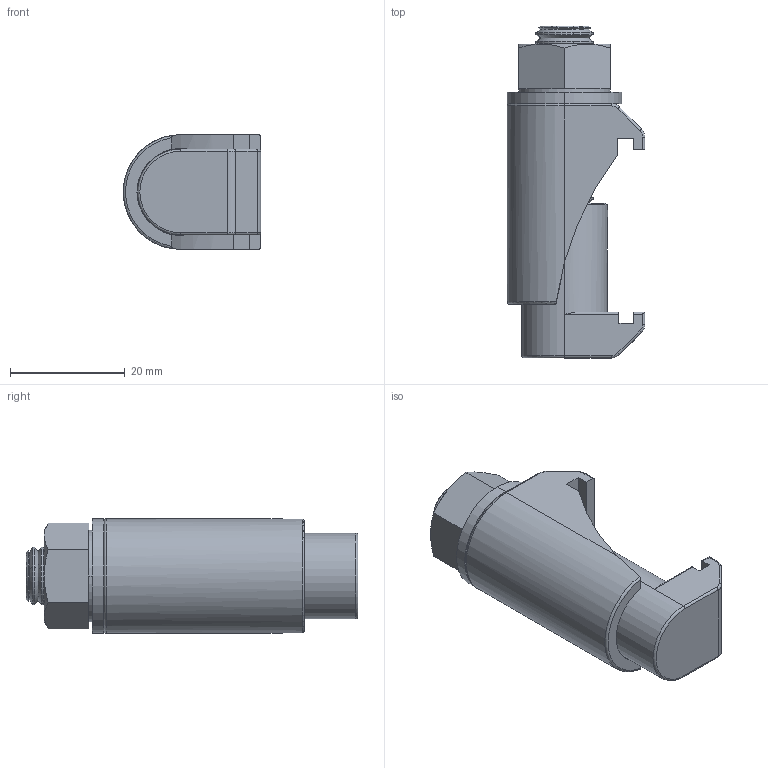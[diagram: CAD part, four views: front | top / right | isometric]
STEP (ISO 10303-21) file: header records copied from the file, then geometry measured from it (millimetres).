
FILE_DESCRIPTION (( 'STEP AP214' ), '1' );
FILE_NAME ('Clamp-ISO63C..STEP', '2009-12-04T10:56:37', ( 'Hositrad' ), ( 'Hositrad' ), 'SwSTEP 2.0', 'SolidWorks 2009', '' );
FILE_SCHEMA (( 'AUTOMOTIVE_DESIGN' ));
Length unit declared in the file: millimetre
Products named in the file (6): Hexagon Nut ISO 4032 - M10 - W - N_Hexagon Nut ISO 4032 - M10 - W - N; Washer DIN 126 - 11_Washer DIN 126 - 11; Clamp-ISO63C-Out; DIN 976-1 -- M10 x 50 A-- S_DIN 976-1 -- M10 x 50 A-- S; Clamp-ISO63C; Clamp-ISO63C.
Assembly tree (5 placements, depth 2):
  Clamp-ISO63C.
    DIN 976-1 -- M10 x 50 A-- S_DIN 976-1 -- M10 x 50 A-- S
    Clamp-ISO63C-Out
    Clamp-ISO63C
    Washer DIN 126 - 11_Washer DIN 126 - 11
    Hexagon Nut ISO 4032 - M10 - W - N_Hexagon Nut ISO 4032 - M10 - W - N
Bounding box: 24 x 57.92 x 20 mm (x, y, z)
Volume: 14222.7 mm3; surface area: 10072.2 mm2
Topology: 5 solids, 5 shells, 311 faces, 783 edges, 481 vertices
Faces by surface type: cone 156, cylinder 104, plane 40, torus 11
Entity records: 9754 total; most frequent: DIRECTION 1834, CARTESIAN_POINT 1748, ORIENTED_EDGE 1562, EDGE_CURVE 781, AXIS2_PLACEMENT_3D 757, VERTEX_POINT 481, CIRCLE 438, LINE 320
